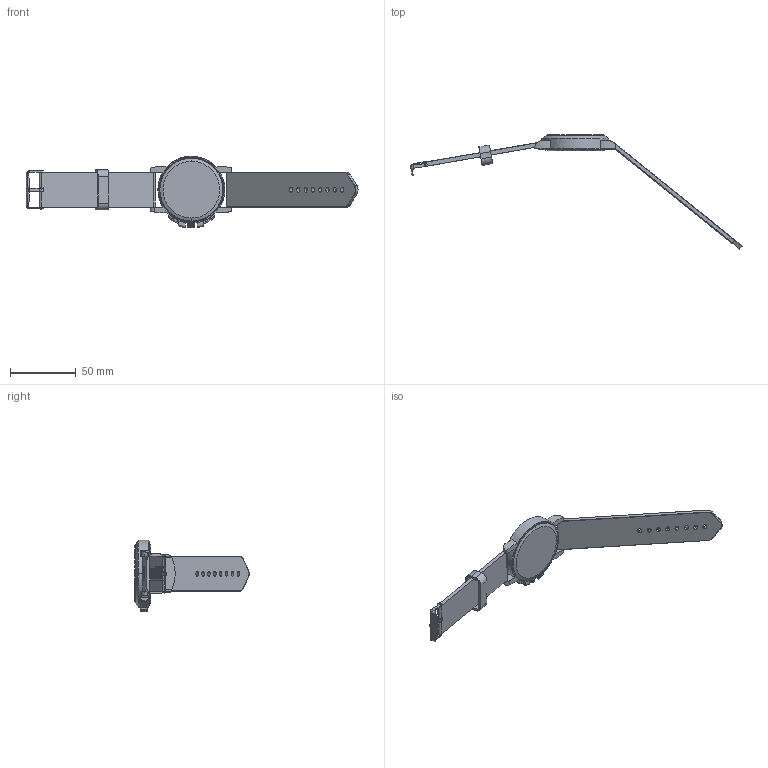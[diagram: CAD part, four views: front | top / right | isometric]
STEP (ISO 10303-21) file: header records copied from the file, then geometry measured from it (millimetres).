
FILE_DESCRIPTION(('FreeCAD Model'),'2;1');
FILE_NAME('Open CASCADE Shape Model','2025-04-27T21:35:31',('FreeCAD'),( 'FreeCAD'),'Open CASCADE STEP processor 7.6','FreeCAD','Unknown');
FILE_SCHEMA(('AUTOMOTIVE_DESIGN { 1 0 10303 214 1 1 1 1 }'));
Products named in the file (1): Open CASCADE STEP translator 7.6 1
Bounding box: 252.62 x 86.91 x 54.49 mm (x, y, z)
Volume: 27294 mm3; surface area: 31167.5 mm2
Topology: 17 solids, 17 shells, 8418 faces, 22484 edges, 14933 vertices
Faces by surface type: bspline 8418
Entity records: 269256 total; most frequent: CARTESIAN_POINT 139120, ORIENTED_EDGE 44960, EDGE_CURVE 22480, B_SPLINE_CURVE_WITH_KNOTS 15674, VERTEX_POINT 14933, FACE_BOUND 9295, EDGE_LOOP 9295, ADVANCED_FACE 8418
